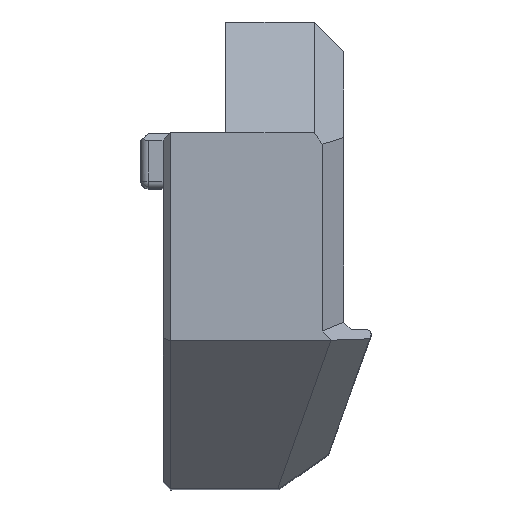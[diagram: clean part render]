
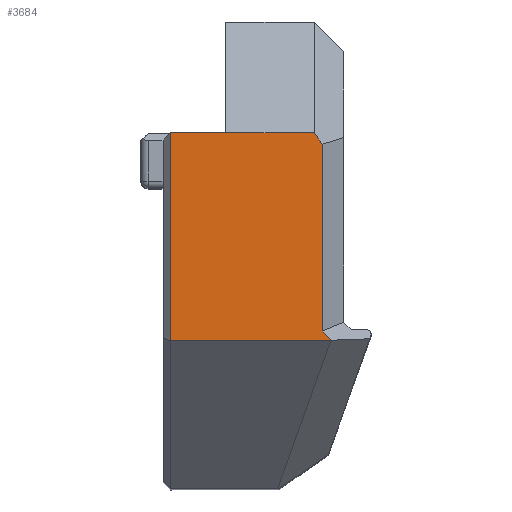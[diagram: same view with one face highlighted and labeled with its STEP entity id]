
A CAD part, top view. The second image highlights one B-rep face of the part: STEP entity #3684.
In plain terms, the highlighted planar face has unit normal (0, 0, 1).
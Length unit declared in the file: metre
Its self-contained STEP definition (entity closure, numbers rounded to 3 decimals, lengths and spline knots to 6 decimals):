
#510=ORIENTED_EDGE('',*,*,#1476,.F.);
#511=ORIENTED_EDGE('',*,*,#1475,.F.);
#512=ORIENTED_EDGE('',*,*,#1393,.F.);
#513=ORIENTED_EDGE('',*,*,#1374,.F.);
#514=ORIENTED_EDGE('',*,*,#1410,.T.);
#515=ORIENTED_EDGE('',*,*,#1477,.T.);
#516=ORIENTED_EDGE('',*,*,#1406,.T.);
#517=ORIENTED_EDGE('',*,*,#1460,.F.);
#518=ORIENTED_EDGE('',*,*,#1456,.F.);
#1374=EDGE_CURVE('',#1885,#1884,#2233,.T.);
#1393=EDGE_CURVE('',#1884,#1902,#2252,.T.);
#1406=EDGE_CURVE('',#1913,#1907,#2265,.T.);
#1410=EDGE_CURVE('',#1885,#1915,#2269,.T.);
#1456=EDGE_CURVE('',#1943,#1945,#2301,.T.);
#1460=EDGE_CURVE('',#1945,#1907,#2305,.T.);
#1475=EDGE_CURVE('',#1902,#1955,#2320,.T.);
#1476=EDGE_CURVE('',#1955,#1943,#2321,.T.);
#1477=EDGE_CURVE('',#1915,#1913,#2322,.T.);
#1884=VERTEX_POINT('',#5169);
#1885=VERTEX_POINT('',#5172);
#1902=VERTEX_POINT('',#5212);
#1907=VERTEX_POINT('',#5225);
#1913=VERTEX_POINT('',#5240);
#1915=VERTEX_POINT('',#5248);
#1943=VERTEX_POINT('',#5338);
#1945=VERTEX_POINT('',#5341);
#1955=VERTEX_POINT('',#5375);
#2233=LINE('',#5173,#2655);
#2252=LINE('',#5211,#2674);
#2265=LINE('',#5239,#2687);
#2269=LINE('',#5247,#2691);
#2301=LINE('',#5340,#2723);
#2305=LINE('',#5348,#2727);
#2320=LINE('',#5376,#2742);
#2321=LINE('',#5378,#2743);
#2322=LINE('',#5379,#2744);
#2655=VECTOR('',#4260,1.);
#2674=VECTOR('',#4285,1.);
#2687=VECTOR('',#4306,1.);
#2691=VECTOR('',#4314,1.);
#2723=VECTOR('',#4408,1.);
#2727=VECTOR('',#4414,1.);
#2742=VECTOR('',#4439,1.);
#2743=VECTOR('',#4442,1.);
#2744=VECTOR('',#4443,1.);
#3071=EDGE_LOOP('',(#510,#511,#512,#513,#514,#515,#516,#517,#518));
#3304=FACE_BOUND('',#3071,.T.);
#3517=PLANE('',#3944);
#3684=ADVANCED_FACE('',(#3304),#3517,.F.);
#3944=AXIS2_PLACEMENT_3D('',#5377,#4440,#4441);
#4260=DIRECTION('',(0.577,-0.816,0.));
#4285=DIRECTION('',(0.,-1.,0.));
#4306=DIRECTION('',(-1.,0.,0.));
#4314=DIRECTION('',(-1.,0.,0.));
#4408=DIRECTION('',(-1.,0.,0.));
#4414=DIRECTION('',(0.,1.,0.));
#4439=DIRECTION('',(0.707,-0.707,0.));
#4440=DIRECTION('',(0.,0.,-1.));
#4441=DIRECTION('',(1.,0.,0.));
#4442=DIRECTION('',(-0.743,-0.669,0.));
#4443=DIRECTION('',(0.,-1.,0.));
#5169=CARTESIAN_POINT('',(0.004339,0.003683,0.047999));
#5172=CARTESIAN_POINT('',(0.003893,0.004312,0.047999));
#5173=CARTESIAN_POINT('',(0.004917,0.002864,0.047999));
#5211=CARTESIAN_POINT('',(0.004339,-0.00468,0.047999));
#5212=CARTESIAN_POINT('',(0.004339,-0.006428,0.047999));
#5225=CARTESIAN_POINT('',(-0.003893,0.004311,0.047999));
#5239=CARTESIAN_POINT('',(-0.001458,0.004311,0.047999));
#5240=CARTESIAN_POINT('',(-0.000893,0.004311,0.047999));
#5247=CARTESIAN_POINT('',(0.001377,0.004312,0.047999));
#5248=CARTESIAN_POINT('',(-0.000893,0.004312,0.047999));
#5338=CARTESIAN_POINT('',(0.004793,-0.006969,0.047999));
#5340=CARTESIAN_POINT('',(-0.001458,-0.006969,0.047999));
#5341=CARTESIAN_POINT('',(-0.003893,-0.006969,0.047999));
#5348=CARTESIAN_POINT('',(-0.003893,0.0004,0.047999));
#5375=CARTESIAN_POINT('',(0.004839,-0.006928,0.047999));
#5376=CARTESIAN_POINT('',(0.003138,-0.005228,0.047999));
#5377=CARTESIAN_POINT('',(0.001377,-0.00351,0.047999));
#5378=CARTESIAN_POINT('',(0.003621,-0.008024,0.047999));
#5379=CARTESIAN_POINT('',(-0.000893,0.002401,0.047999));
